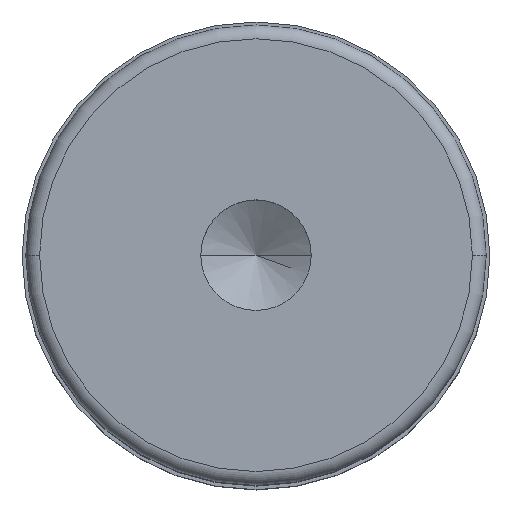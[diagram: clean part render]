
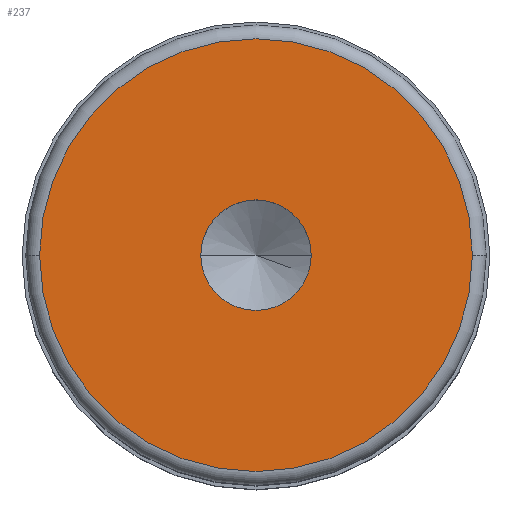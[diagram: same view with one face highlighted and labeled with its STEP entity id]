
A CAD part, top view. The second image highlights one B-rep face of the part: STEP entity #237.
In plain terms, the highlighted planar face has unit normal (0, 0, 1).
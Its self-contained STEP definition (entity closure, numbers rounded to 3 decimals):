
#205=EDGE_CURVE('',#433,#439,#533,.T.);
#215=EDGE_CURVE('',#325,#355,#545,.T.);
#237=ADVANCED_FACE('',(#569,#570),#571,.T.);
#317=EDGE_CURVE('',#355,#325,#664,.T.);
#325=VERTEX_POINT('',#672);
#355=VERTEX_POINT('',#704);
#413=EDGE_CURVE('',#439,#433,#766,.T.);
#433=VERTEX_POINT('',#793);
#439=VERTEX_POINT('',#800);
#533=CIRCLE('',#897,23.5);
#545=CIRCLE('',#913,6.);
#569=FACE_BOUND('',#943,.T.);
#570=FACE_OUTER_BOUND('',#944,.T.);
#571=PLANE('',#945);
#664=CIRCLE('',#1057,6.);
#672=CARTESIAN_POINT('',(6.,0.,70.0));
#704=CARTESIAN_POINT('',(-6.,0.,70.0));
#766=CIRCLE('',#1195,23.5);
#793=CARTESIAN_POINT('',(-23.5,0.,70.0));
#800=CARTESIAN_POINT('',(23.5,0.,70.0));
#897=AXIS2_PLACEMENT_3D('',#1334,#1335,#1336);
#913=AXIS2_PLACEMENT_3D('',#1356,#1357,#1358);
#943=EDGE_LOOP('',(#1384,#1385));
#944=EDGE_LOOP('',(#1386,#1387));
#945=AXIS2_PLACEMENT_3D('',#1388,#1389,#1390);
#1057=AXIS2_PLACEMENT_3D('',#1518,#1519,#1520);
#1195=AXIS2_PLACEMENT_3D('',#1625,#1626,#1627);
#1334=CARTESIAN_POINT('',(0.,0.,70.0));
#1335=DIRECTION('',(-0.0,0.0,-1.0));
#1336=DIRECTION('',(-1.0,0.,0.0));
#1356=CARTESIAN_POINT('',(0.,0.,70.0));
#1357=DIRECTION('',(-0.0,0.0,-1.0));
#1358=DIRECTION('',(-1.0,0.,0.0));
#1384=ORIENTED_EDGE('',*,*,#317,.T.);
#1385=ORIENTED_EDGE('',*,*,#215,.T.);
#1386=ORIENTED_EDGE('',*,*,#205,.F.);
#1387=ORIENTED_EDGE('',*,*,#413,.F.);
#1388=CARTESIAN_POINT('',(-11.75,0.,70.0));
#1389=DIRECTION('',(0.0,0.0,1.0));
#1390=DIRECTION('',(-1.0,0.,0.0));
#1518=CARTESIAN_POINT('',(0.,0.,70.0));
#1519=DIRECTION('',(-0.0,0.0,-1.0));
#1520=DIRECTION('',(-1.0,0.,0.0));
#1625=CARTESIAN_POINT('',(0.,0.,70.0));
#1626=DIRECTION('',(-0.0,0.0,-1.0));
#1627=DIRECTION('',(-1.0,0.,0.0));
